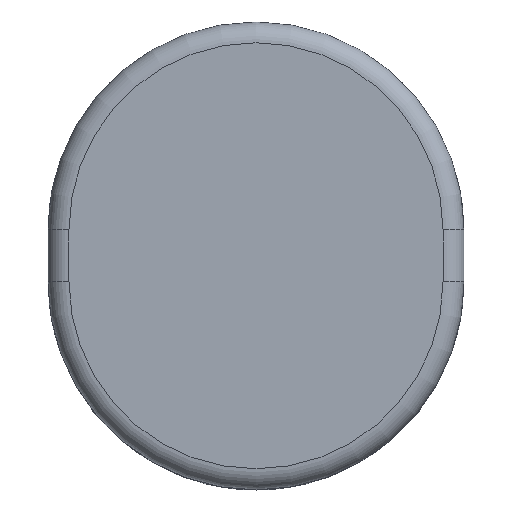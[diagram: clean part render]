
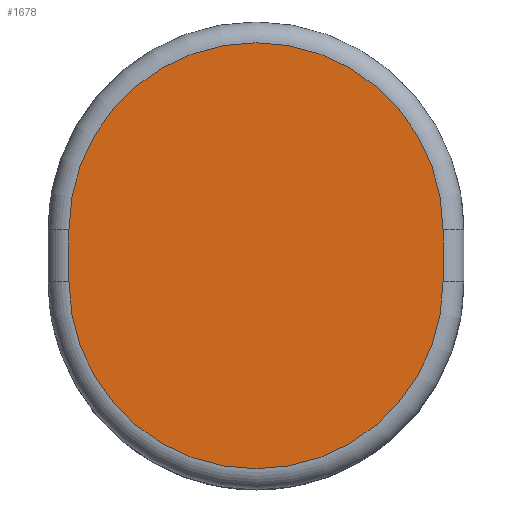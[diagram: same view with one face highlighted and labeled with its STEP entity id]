
A CAD part, top view. The second image highlights one B-rep face of the part: STEP entity #1678.
In plain terms, the highlighted planar face has unit normal (0, 0, 1).
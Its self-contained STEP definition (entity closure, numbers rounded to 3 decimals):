
#17 = EDGE_LOOP ( 'NONE', ( #7216, #3737, #5397, #477 ) ) ;
#187 = VERTEX_POINT ( 'NONE', #2913 ) ;
#471 = DIRECTION ( 'NONE',  ( -1., 0., 0. ) ) ;
#477 = ORIENTED_EDGE ( 'NONE', *, *, #3337, .T. ) ;
#798 = AXIS2_PLACEMENT_3D ( 'NONE', #2227, #6803, #471 ) ;
#929 = DIRECTION ( 'NONE',  ( 0., 1., 0. ) ) ;
#1164 = CARTESIAN_POINT ( 'NONE',  ( 0., 0., 3.2 ) ) ;
#1198 = CARTESIAN_POINT ( 'NONE',  ( -1.8, -0.25, 3.2 ) ) ;
#1361 = DIRECTION ( 'NONE',  ( 1., 0., 0. ) ) ;
#1398 = AXIS2_PLACEMENT_3D ( 'NONE', #2485, #4713, #1361 ) ;
#1451 = CARTESIAN_POINT ( 'NONE',  ( 1.8, 0.25, 3.2 ) ) ;
#1498 = LINE ( 'NONE', #6086, #4429 ) ;
#1678 = ADVANCED_FACE ( 'NONE', ( #6386 ), #4035, .F. ) ;
#2006 = AXIS2_PLACEMENT_3D ( 'NONE', #1164, #3469, #6014 ) ;
#2227 = CARTESIAN_POINT ( 'NONE',  ( 0., -0.25, 3.2 ) ) ;
#2485 = CARTESIAN_POINT ( 'NONE',  ( 0., 0.25, 3.2 ) ) ;
#2889 = CARTESIAN_POINT ( 'NONE',  ( -1.8, 0.25, 3.2 ) ) ;
#2913 = CARTESIAN_POINT ( 'NONE',  ( -1.8, 0.25, 3.2 ) ) ;
#3033 = DIRECTION ( 'NONE',  ( 0., -1., 0. ) ) ;
#3337 = EDGE_CURVE ( 'NONE', #4130, #3901, #4052, .T. ) ;
#3469 = DIRECTION ( 'NONE',  ( 0., 0., -1. ) ) ;
#3737 = ORIENTED_EDGE ( 'NONE', *, *, #4623, .T. ) ;
#3901 = VERTEX_POINT ( 'NONE', #5520 ) ;
#4035 = PLANE ( 'NONE',  #2006 ) ;
#4052 = CIRCLE ( 'NONE', #798, 1.8 ) ;
#4130 = VERTEX_POINT ( 'NONE', #1198 ) ;
#4176 = LINE ( 'NONE', #2889, #5621 ) ;
#4429 = VECTOR ( 'NONE', #929, 1000. ) ;
#4623 = EDGE_CURVE ( 'NONE', #6394, #187, #4653, .T. ) ;
#4653 = CIRCLE ( 'NONE', #1398, 1.8 ) ;
#4713 = DIRECTION ( 'NONE',  ( 0., 0., 1. ) ) ;
#5059 = EDGE_CURVE ( 'NONE', #187, #4130, #4176, .T. ) ;
#5321 = EDGE_CURVE ( 'NONE', #3901, #6394, #1498, .T. ) ;
#5397 = ORIENTED_EDGE ( 'NONE', *, *, #5059, .T. ) ;
#5520 = CARTESIAN_POINT ( 'NONE',  ( 1.8, -0.25, 3.2 ) ) ;
#5621 = VECTOR ( 'NONE', #3033, 1000. ) ;
#6014 = DIRECTION ( 'NONE',  ( 0., -1., 0. ) ) ;
#6086 = CARTESIAN_POINT ( 'NONE',  ( 1.8, -0.25, 3.2 ) ) ;
#6386 = FACE_OUTER_BOUND ( 'NONE', #17, .T. ) ;
#6394 = VERTEX_POINT ( 'NONE', #1451 ) ;
#6803 = DIRECTION ( 'NONE',  ( 0., 0., 1. ) ) ;
#7216 = ORIENTED_EDGE ( 'NONE', *, *, #5321, .T. ) ;
